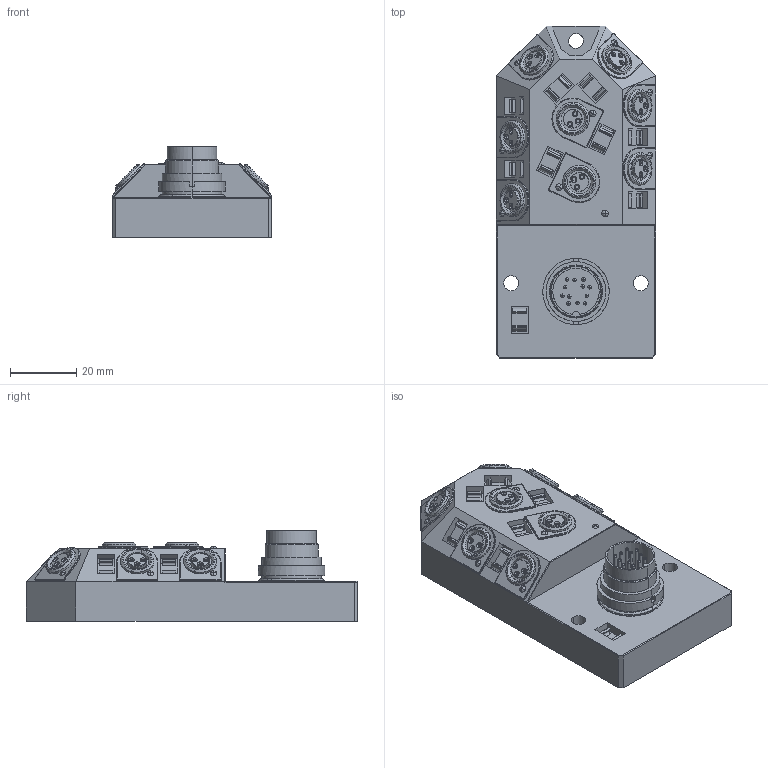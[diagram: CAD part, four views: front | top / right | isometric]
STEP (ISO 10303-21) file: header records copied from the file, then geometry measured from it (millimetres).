
FILE_DESCRIPTION(('CATIA V5 STEP Exchange','CAx-IF Rec.Pracs.--- Model Styling and Organization---1.4--- 2014-01-23'),'2;1');
FILE_NAME ('021993-1_1_1795900000_1795900000.stp','2019-07-15T13:56:44+00:00',('none'),('Weidmueller'),'CATIA Version 5-6 Release 2016 SP3 HF44','CATIA V5 STEP AP214','none');
FILE_SCHEMA(('AUTOMOTIVE_DESIGN { 1 0 10303 214 1 1 1 1 }'));
Length unit declared in the file: millimetre
Products named in the file (1): 1795900000
Bounding box: 48.2 x 100 x 27.29 mm (x, y, z)
Volume: 75191.3 mm3; surface area: 19313.4 mm2
Topology: 1 solids, 18 shells, 1338 faces, 3347 edges, 2093 vertices
Faces by surface type: plane 567, cylinder 455, cone 198, bspline 52, sphere 48, torus 18
Entity records: 44333 total; most frequent: CARTESIAN_POINT 12966, ORIENTED_EDGE 6526, DIRECTION 5247, EDGE_CURVE 3263, AXIS2_PLACEMENT_3D 2267, VERTEX_POINT 2093, VECTOR 1695, LINE 1695
